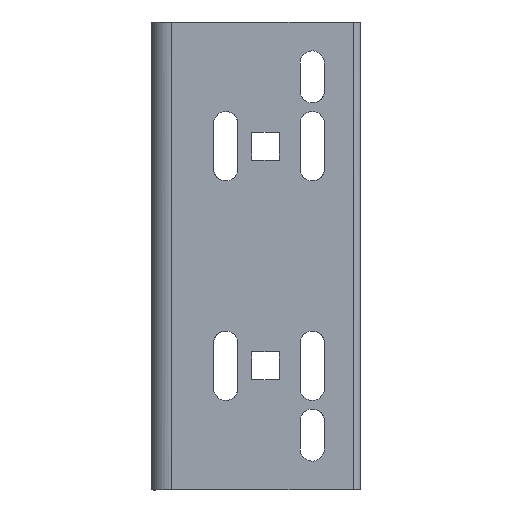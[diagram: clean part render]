
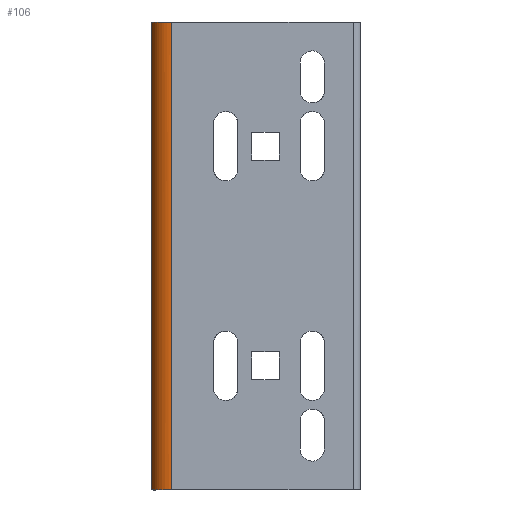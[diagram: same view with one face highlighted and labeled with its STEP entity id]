
A CAD part, left-side view. The second image highlights one B-rep face of the part: STEP entity #106.
In plain terms, the highlighted free-form (B-spline) face has degree [2, 1] with [9, 2] control points.
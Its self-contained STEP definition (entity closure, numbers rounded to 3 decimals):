
#106=ADVANCED_FACE('',(#296),#3323,.T.);
#296=FACE_OUTER_BOUND('',#548,.T.);
#548=EDGE_LOOP('',(#1123,#1124,#1125,#1126));
#1123=ORIENTED_EDGE('',*,*,#2021,.F.);
#1124=ORIENTED_EDGE('',*,*,#2024,.F.);
#1125=ORIENTED_EDGE('',*,*,#2025,.T.);
#1126=ORIENTED_EDGE('',*,*,#2026,.F.);
#2021=EDGE_CURVE('',#3201,#3080,#2836,.T.);
#2024=EDGE_CURVE('',#3200,#3201,#2434,.T.);
#2025=EDGE_CURVE('',#3200,#3081,#2435,.T.);
#2026=EDGE_CURVE('',#3080,#3081,#2436,.T.);
#2434=(
BOUNDED_CURVE()
B_SPLINE_CURVE(2,(#6196,#6197,#6198,#6199,#6200),.UNSPECIFIED.,.F.,.F.)
B_SPLINE_CURVE_WITH_KNOTS((3,2,3),(0.,9.425,18.85),
 .UNSPECIFIED.)
CURVE()
GEOMETRIC_REPRESENTATION_ITEM()
RATIONAL_B_SPLINE_CURVE((1.,0.707,1.,0.707,1.))
REPRESENTATION_ITEM('')
);
#2435=(
BOUNDED_CURVE()
B_SPLINE_CURVE(1,(#6201,#6202),.UNSPECIFIED.,.F.,.F.)
B_SPLINE_CURVE_WITH_KNOTS((2,2),(0.,135.),.UNSPECIFIED.)
CURVE()
GEOMETRIC_REPRESENTATION_ITEM()
RATIONAL_B_SPLINE_CURVE((1.,1.))
REPRESENTATION_ITEM('')
);
#2436=(
BOUNDED_CURVE()
B_SPLINE_CURVE(2,(#6203,#6204,#6205,#6206,#6207),.UNSPECIFIED.,.F.,.F.)
B_SPLINE_CURVE_WITH_KNOTS((3,2,3),(0.,9.425,18.85),
 .UNSPECIFIED.)
CURVE()
GEOMETRIC_REPRESENTATION_ITEM()
RATIONAL_B_SPLINE_CURVE((1.,0.707,1.,0.707,1.))
REPRESENTATION_ITEM('')
);
#2836=B_SPLINE_CURVE_WITH_KNOTS('',1,(#6190,#6191),.UNSPECIFIED.,.F.,.F.,
(2,2),(-135.,0.),.UNSPECIFIED.);
#3080=VERTEX_POINT('',#5524);
#3081=VERTEX_POINT('',#5525);
#3200=VERTEX_POINT('',#5644);
#3201=VERTEX_POINT('',#5645);
#3323=(
BOUNDED_SURFACE()
B_SPLINE_SURFACE(2,1,((#3832,#3833),(#3834,#3835),(#3836,#3837),(#3838,
#3839),(#3840,#3841),(#3842,#3843),(#3844,#3845),(#3846,#3847),(#3848,#3849)),
 .UNSPECIFIED.,.T.,.F.,.F.)
B_SPLINE_SURFACE_WITH_KNOTS((3,2,2,2,3),(2,2),(0.,1.571,3.142,
4.712,6.283),(0.,162.6),.UNSPECIFIED.)
GEOMETRIC_REPRESENTATION_ITEM()
RATIONAL_B_SPLINE_SURFACE(((1.,1.),(0.707,0.707),
(1.,1.),(0.707,0.707),(1.,1.),(0.707,
0.707),(1.,1.),(0.707,0.707),(1.,1.)))
REPRESENTATION_ITEM('')
SURFACE()
);
#3832=CARTESIAN_POINT('',(-194.,48.5,-81.3));
#3833=CARTESIAN_POINT('',(-194.,48.5,81.3));
#3834=CARTESIAN_POINT('',(-188.,48.5,-81.3));
#3835=CARTESIAN_POINT('',(-188.,48.5,81.3));
#3836=CARTESIAN_POINT('',(-188.,54.5,-81.3));
#3837=CARTESIAN_POINT('',(-188.,54.5,81.3));
#3838=CARTESIAN_POINT('',(-188.,60.5,-81.3));
#3839=CARTESIAN_POINT('',(-188.,60.5,81.3));
#3840=CARTESIAN_POINT('',(-194.,60.5,-81.3));
#3841=CARTESIAN_POINT('',(-194.,60.5,81.3));
#3842=CARTESIAN_POINT('',(-200.,60.5,-81.3));
#3843=CARTESIAN_POINT('',(-200.,60.5,81.3));
#3844=CARTESIAN_POINT('',(-200.,54.5,-81.3));
#3845=CARTESIAN_POINT('',(-200.,54.5,81.3));
#3846=CARTESIAN_POINT('',(-200.,48.5,-81.3));
#3847=CARTESIAN_POINT('',(-200.,48.5,81.3));
#3848=CARTESIAN_POINT('',(-194.,48.5,-81.3));
#3849=CARTESIAN_POINT('',(-194.,48.5,81.3));
#5524=CARTESIAN_POINT('',(-188.,54.5,67.5));
#5525=CARTESIAN_POINT('',(-200.,54.5,67.5));
#5644=CARTESIAN_POINT('',(-200.,54.5,-67.5));
#5645=CARTESIAN_POINT('',(-188.,54.5,-67.5));
#6190=CARTESIAN_POINT('',(-188.,54.5,-67.5));
#6191=CARTESIAN_POINT('',(-188.,54.5,67.5));
#6196=CARTESIAN_POINT('',(-200.,54.5,-67.5));
#6197=CARTESIAN_POINT('',(-200.,60.5,-67.5));
#6198=CARTESIAN_POINT('',(-194.,60.5,-67.5));
#6199=CARTESIAN_POINT('',(-188.,60.5,-67.5));
#6200=CARTESIAN_POINT('',(-188.,54.5,-67.5));
#6201=CARTESIAN_POINT('',(-200.,54.5,-67.5));
#6202=CARTESIAN_POINT('',(-200.,54.5,67.5));
#6203=CARTESIAN_POINT('',(-188.,54.5,67.5));
#6204=CARTESIAN_POINT('',(-188.,60.5,67.5));
#6205=CARTESIAN_POINT('',(-194.,60.5,67.5));
#6206=CARTESIAN_POINT('',(-200.,60.5,67.5));
#6207=CARTESIAN_POINT('',(-200.,54.5,67.5));
